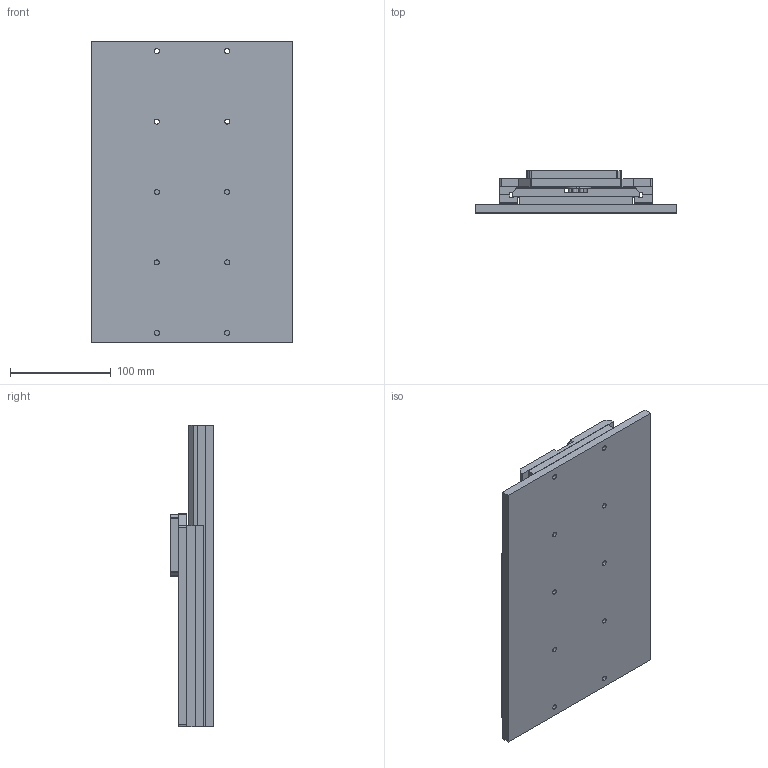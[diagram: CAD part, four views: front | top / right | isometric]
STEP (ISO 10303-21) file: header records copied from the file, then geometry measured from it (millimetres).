
FILE_DESCRIPTION(/* description */ (''),/* implementation_level */ '2;1');
FILE_NAME(/* name */ 'HUMPHR~1',/* time_stamp */ '2017-09-01T21:17:24+02:00',/* author */ (''),/* organization */ (''),/* preprocessor_version */ 'ST-DEVELOPER v15',/* originating_system */ '',/* authorisation */ '');
FILE_SCHEMA (('AUTOMOTIVE_DESIGN'));
Length unit declared in the file: millimetre
Products named in the file (1): Document
Bounding box: 200 x 42 x 300 mm (x, y, z)
Volume: 1389192.8 mm3; surface area: 418135.2 mm2
Topology: 10 solids, 10 shells, 297 faces, 798 edges, 532 vertices
Faces by surface type: bspline 187, plane 110
Entity records: 20286 total; most frequent: CARTESIAN_POINT 15536, ORIENTED_EDGE 1596, EDGE_CURVE 798, VERTEX_POINT 532, EDGE_LOOP 448, ADVANCED_FACE 297, FACE_OUTER_BOUND 297, B_SPLINE_CURVE_WITH_KNOTS 249
